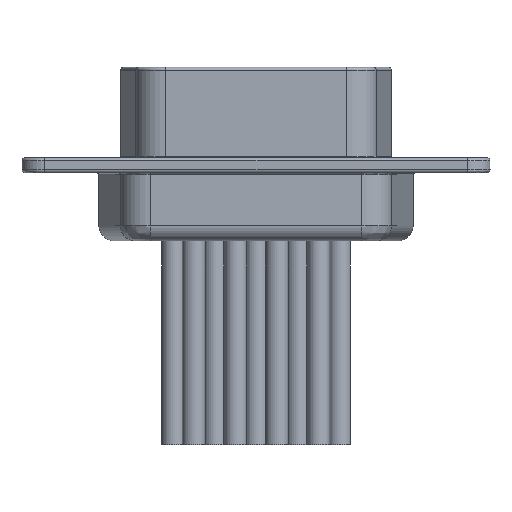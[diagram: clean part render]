
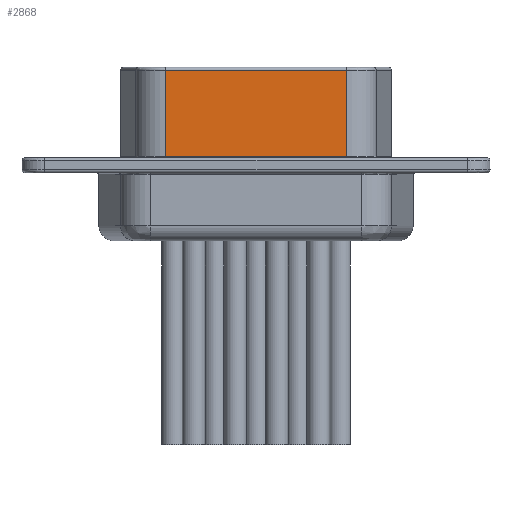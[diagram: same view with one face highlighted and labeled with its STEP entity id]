
A CAD part, front view. The second image highlights one B-rep face of the part: STEP entity #2868.
In plain terms, the highlighted planar face has unit normal (0, -1, 0).
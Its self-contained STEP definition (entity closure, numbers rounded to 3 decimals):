
#87 = CARTESIAN_POINT ( 'NONE',  ( 6., 137.85, 338.95 ) ) ;
#115 = AXIS2_PLACEMENT_3D ( 'NONE', #4652, #5701, #253 ) ;
#253 = DIRECTION ( 'NONE',  ( 1., 0., 0. ) ) ;
#293 = FACE_OUTER_BOUND ( 'NONE', #7589, .T. ) ;
#658 = EDGE_CURVE ( 'NONE', #4092, #6020, #6056, .T. ) ;
#691 = VERTEX_POINT ( 'NONE', #2403 ) ;
#812 = ORIENTED_EDGE ( 'NONE', *, *, #1173, .T. ) ;
#832 = CARTESIAN_POINT ( 'NONE',  ( 6., 137.85, 336.1 ) ) ;
#1167 = VERTEX_POINT ( 'NONE', #832 ) ;
#1173 = EDGE_CURVE ( 'NONE', #6020, #691, #3253, .T. ) ;
#2015 = DIRECTION ( 'NONE',  ( 1., 0., 0. ) ) ;
#2389 = VECTOR ( 'NONE', #5128, 1000. ) ;
#2391 = ORIENTED_EDGE ( 'NONE', *, *, #7440, .T. ) ;
#2403 = CARTESIAN_POINT ( 'NONE',  ( -6., 137.85, 336.1 ) ) ;
#2613 = LINE ( 'NONE', #7453, #2830 ) ;
#2624 = CARTESIAN_POINT ( 'NONE',  ( -6., 137.85, 341.8 ) ) ;
#2754 = ORIENTED_EDGE ( 'NONE', *, *, #658, .T. ) ;
#2830 = VECTOR ( 'NONE', #2015, 1000. ) ;
#2868 = ADVANCED_FACE ( 'NONE', ( #293 ), #4582, .T. ) ;
#3253 = LINE ( 'NONE', #3889, #2389 ) ;
#3438 = VECTOR ( 'NONE', #6652, 1000. ) ;
#3889 = CARTESIAN_POINT ( 'NONE',  ( -6., 137.85, 338.95 ) ) ;
#3915 = EDGE_CURVE ( 'NONE', #1167, #4092, #6775, .T. ) ;
#4092 = VERTEX_POINT ( 'NONE', #5627 ) ;
#4582 = PLANE ( 'NONE',  #115 ) ;
#4652 = CARTESIAN_POINT ( 'NONE',  ( -6.24, 137.85, 335.98 ) ) ;
#5128 = DIRECTION ( 'NONE',  ( 0., 0., -1. ) ) ;
#5308 = DIRECTION ( 'NONE',  ( -1., 0., 0. ) ) ;
#5627 = CARTESIAN_POINT ( 'NONE',  ( 6., 137.85, 341.8 ) ) ;
#5701 = DIRECTION ( 'NONE',  ( 0., -1., 0. ) ) ;
#5952 = ORIENTED_EDGE ( 'NONE', *, *, #3915, .T. ) ;
#6020 = VERTEX_POINT ( 'NONE', #2624 ) ;
#6056 = LINE ( 'NONE', #6616, #6441 ) ;
#6441 = VECTOR ( 'NONE', #5308, 1000. ) ;
#6616 = CARTESIAN_POINT ( 'NONE',  ( 0., 137.85, 341.8 ) ) ;
#6652 = DIRECTION ( 'NONE',  ( 0., 0., 1. ) ) ;
#6775 = LINE ( 'NONE', #87, #3438 ) ;
#7440 = EDGE_CURVE ( 'NONE', #691, #1167, #2613, .T. ) ;
#7453 = CARTESIAN_POINT ( 'NONE',  ( 0., 137.85, 336.1 ) ) ;
#7589 = EDGE_LOOP ( 'NONE', ( #2391, #5952, #2754, #812 ) ) ;
